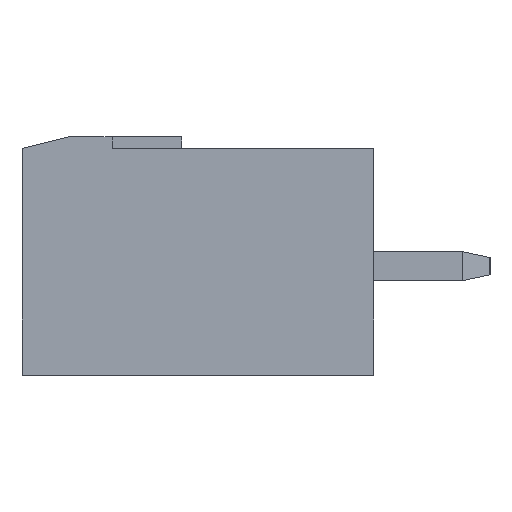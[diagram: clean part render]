
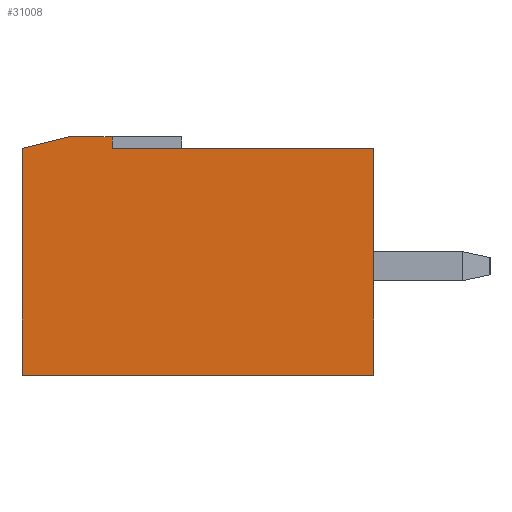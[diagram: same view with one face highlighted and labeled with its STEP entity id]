
A CAD part, left-side view. The second image highlights one B-rep face of the part: STEP entity #31008.
In plain terms, the highlighted planar face has unit normal (-1, 0, 0).
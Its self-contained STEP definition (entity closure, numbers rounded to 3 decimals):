
#1250 = EDGE_LOOP ( 'NONE', ( #35814, #36019, #3009, #7212, #3341, #5378, #6722 ) ) ;
#1819 = DIRECTION ( 'NONE',  ( 0., 1., 0. ) ) ;
#2118 = DIRECTION ( 'NONE',  ( -1., 0., 0. ) ) ;
#2202 = LINE ( 'NONE', #28368, #4394 ) ;
#2416 = CARTESIAN_POINT ( 'NONE',  ( -4.3, 12.1, 0. ) ) ;
#2838 = VECTOR ( 'NONE', #19395, 1000. ) ;
#2874 = DIRECTION ( 'NONE',  ( 0., 1., 0. ) ) ;
#3009 = ORIENTED_EDGE ( 'NONE', *, *, #8106, .T. ) ;
#3243 = CARTESIAN_POINT ( 'NONE',  ( -4.3, 0., 0. ) ) ;
#3341 = ORIENTED_EDGE ( 'NONE', *, *, #7672, .T. ) ;
#4394 = VECTOR ( 'NONE', #13772, 1000. ) ;
#4499 = CARTESIAN_POINT ( 'NONE',  ( -4.3, 9., 7.8 ) ) ;
#4655 = VERTEX_POINT ( 'NONE', #3243 ) ;
#5378 = ORIENTED_EDGE ( 'NONE', *, *, #35027, .T. ) ;
#5861 = VECTOR ( 'NONE', #2874, 1000. ) ;
#6722 = ORIENTED_EDGE ( 'NONE', *, *, #29431, .F. ) ;
#7212 = ORIENTED_EDGE ( 'NONE', *, *, #25413, .T. ) ;
#7672 = EDGE_CURVE ( 'NONE', #31979, #23217, #20335, .T. ) ;
#7699 = EDGE_CURVE ( 'NONE', #4655, #19278, #13649, .T. ) ;
#7827 = LINE ( 'NONE', #9958, #2838 ) ;
#8082 = VERTEX_POINT ( 'NONE', #27897 ) ;
#8106 = EDGE_CURVE ( 'NONE', #19278, #30664, #7827, .T. ) ;
#9553 = AXIS2_PLACEMENT_3D ( 'NONE', #22486, #2118, #34009 ) ;
#9958 = CARTESIAN_POINT ( 'NONE',  ( -4.3, -8.907, 7.8 ) ) ;
#11935 = CARTESIAN_POINT ( 'NONE',  ( -4.3, 12.1, 0. ) ) ;
#13649 = LINE ( 'NONE', #16538, #23035 ) ;
#13772 = DIRECTION ( 'NONE',  ( 0., 0.97, -0.243 ) ) ;
#14579 = CARTESIAN_POINT ( 'NONE',  ( -4.3, 9., 7.8 ) ) ;
#15478 = FACE_OUTER_BOUND ( 'NONE', #1250, .T. ) ;
#16538 = CARTESIAN_POINT ( 'NONE',  ( -4.3, 0., 0. ) ) ;
#16751 = PLANE ( 'NONE',  #9553 ) ;
#18077 = VERTEX_POINT ( 'NONE', #2416 ) ;
#19278 = VERTEX_POINT ( 'NONE', #24432 ) ;
#19395 = DIRECTION ( 'NONE',  ( 0., 1., 0. ) ) ;
#20335 = LINE ( 'NONE', #31838, #5861 ) ;
#20465 = DIRECTION ( 'NONE',  ( 0., 0., 1. ) ) ;
#22233 = DIRECTION ( 'NONE',  ( 0., 0., 1. ) ) ;
#22486 = CARTESIAN_POINT ( 'NONE',  ( -4.3, -8.907, 0. ) ) ;
#23035 = VECTOR ( 'NONE', #22233, 1000. ) ;
#23217 = VERTEX_POINT ( 'NONE', #28732 ) ;
#23232 = LINE ( 'NONE', #11935, #28194 ) ;
#23387 = VECTOR ( 'NONE', #20465, 1000. ) ;
#24432 = CARTESIAN_POINT ( 'NONE',  ( -4.3, 0., 7.8 ) ) ;
#25413 = EDGE_CURVE ( 'NONE', #30664, #31979, #34280, .T. ) ;
#27897 = CARTESIAN_POINT ( 'NONE',  ( -4.3, 12.1, 7.8 ) ) ;
#28008 = CARTESIAN_POINT ( 'NONE',  ( -4.3, -8.907, 0. ) ) ;
#28194 = VECTOR ( 'NONE', #35288, 1000. ) ;
#28368 = CARTESIAN_POINT ( 'NONE',  ( -4.3, 10.5, 8.2 ) ) ;
#28732 = CARTESIAN_POINT ( 'NONE',  ( -4.3, 10.5, 8.2 ) ) ;
#29310 = CARTESIAN_POINT ( 'NONE',  ( -4.3, 9., 8.2 ) ) ;
#29431 = EDGE_CURVE ( 'NONE', #18077, #8082, #23232, .T. ) ;
#30619 = VECTOR ( 'NONE', #1819, 1000. ) ;
#30664 = VERTEX_POINT ( 'NONE', #4499 ) ;
#31008 = ADVANCED_FACE ( 'NONE', ( #15478 ), #16751, .T. ) ;
#31838 = CARTESIAN_POINT ( 'NONE',  ( -4.3, 9., 8.2 ) ) ;
#31979 = VERTEX_POINT ( 'NONE', #29310 ) ;
#33008 = EDGE_CURVE ( 'NONE', #4655, #18077, #33330, .T. ) ;
#33330 = LINE ( 'NONE', #28008, #30619 ) ;
#34009 = DIRECTION ( 'NONE',  ( 0., 0., 1. ) ) ;
#34280 = LINE ( 'NONE', #14579, #23387 ) ;
#35027 = EDGE_CURVE ( 'NONE', #23217, #8082, #2202, .T. ) ;
#35288 = DIRECTION ( 'NONE',  ( 0., 0., 1. ) ) ;
#35814 = ORIENTED_EDGE ( 'NONE', *, *, #33008, .F. ) ;
#36019 = ORIENTED_EDGE ( 'NONE', *, *, #7699, .T. ) ;
